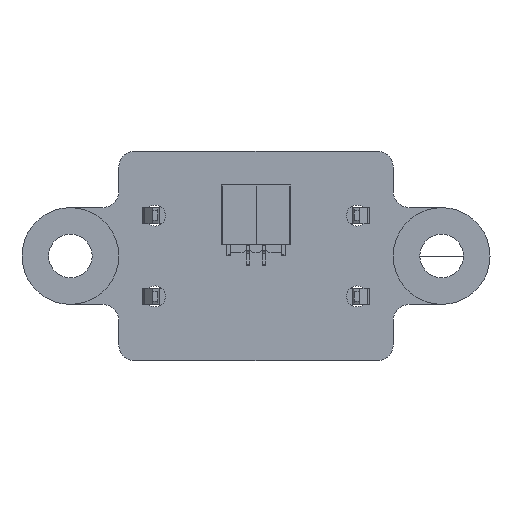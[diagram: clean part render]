
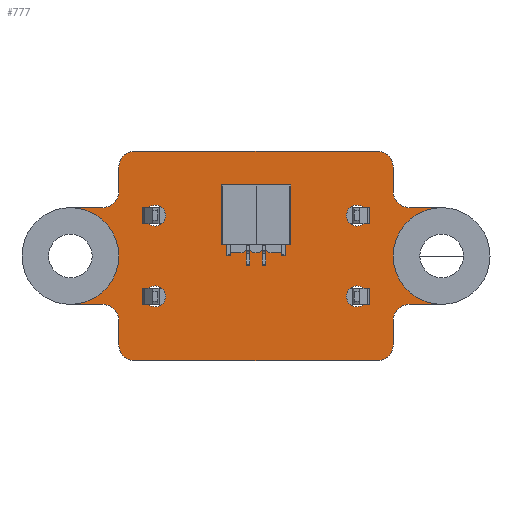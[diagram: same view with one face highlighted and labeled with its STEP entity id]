
A CAD part, front view. The second image highlights one B-rep face of the part: STEP entity #777.
In plain terms, the highlighted planar face has unit normal (0, -1, 0).
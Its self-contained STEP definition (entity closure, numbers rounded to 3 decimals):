
#2=CARTESIAN_POINT('',(-6.25,0.,-2.5));
#3=DIRECTION('',(0.,1.,0.));
#4=DIRECTION('',(1.,0.,0.));
#5=AXIS2_PLACEMENT_3D('',#2,#3,#4);
#7=CARTESIAN_POINT('',(-6.25,0.,-2.5));
#8=DIRECTION('',(0.,1.,0.));
#9=DIRECTION('',(-1.,0.,0.));
#10=AXIS2_PLACEMENT_3D('',#7,#8,#9);
#12=CARTESIAN_POINT('',(-6.25,0.,2.5));
#13=DIRECTION('',(0.,1.,0.));
#14=DIRECTION('',(1.,0.,0.));
#15=AXIS2_PLACEMENT_3D('',#12,#13,#14);
#17=CARTESIAN_POINT('',(-6.25,0.,2.5));
#18=DIRECTION('',(0.,1.,0.));
#19=DIRECTION('',(-1.,0.,0.));
#20=AXIS2_PLACEMENT_3D('',#17,#18,#19);
#22=CARTESIAN_POINT('',(6.25,0.,-2.5));
#23=DIRECTION('',(0.,1.,0.));
#24=DIRECTION('',(1.,0.,0.));
#25=AXIS2_PLACEMENT_3D('',#22,#23,#24);
#27=CARTESIAN_POINT('',(6.25,0.,-2.5));
#28=DIRECTION('',(0.,1.,0.));
#29=DIRECTION('',(-1.,0.,0.));
#30=AXIS2_PLACEMENT_3D('',#27,#28,#29);
#32=CARTESIAN_POINT('',(6.25,0.,2.5));
#33=DIRECTION('',(0.,1.,0.));
#34=DIRECTION('',(1.,0.,0.));
#35=AXIS2_PLACEMENT_3D('',#32,#33,#34);
#37=CARTESIAN_POINT('',(6.25,0.,2.5));
#38=DIRECTION('',(0.,1.,0.));
#39=DIRECTION('',(-1.,0.,0.));
#40=AXIS2_PLACEMENT_3D('',#37,#38,#39);
#42=CARTESIAN_POINT('',(-7.5,0.,-5.5));
#43=DIRECTION('',(0.,-1.,0.));
#44=DIRECTION('',(-1.,0.,0.));
#45=AXIS2_PLACEMENT_3D('',#42,#43,#44);
#47=DIRECTION('',(1.,0.,0.));
#48=VECTOR('',#47,2.);
#49=CARTESIAN_POINT('',(-11.5,0.,-3.));
#50=LINE('',#49,#48);
#51=CARTESIAN_POINT('',(-11.5,0.,0.));
#52=DIRECTION('',(0.,1.,0.));
#53=DIRECTION('',(1.,0.,0.));
#54=AXIS2_PLACEMENT_3D('',#51,#52,#53);
#56=CARTESIAN_POINT('',(-11.5,0.,0.));
#57=DIRECTION('',(0.,1.,0.));
#58=DIRECTION('',(0.,0.,1.));
#59=AXIS2_PLACEMENT_3D('',#56,#57,#58);
#61=DIRECTION('',(-1.,0.,0.));
#62=VECTOR('',#61,2.);
#63=CARTESIAN_POINT('',(-9.5,0.,3.));
#64=LINE('',#63,#62);
#65=CARTESIAN_POINT('',(-7.5,0.,5.5));
#66=DIRECTION('',(0.,-1.,0.));
#67=DIRECTION('',(0.,0.,1.));
#68=AXIS2_PLACEMENT_3D('',#65,#66,#67);
#70=CARTESIAN_POINT('',(7.5,0.,5.5));
#71=DIRECTION('',(0.,-1.,0.));
#72=DIRECTION('',(1.,0.,0.));
#73=AXIS2_PLACEMENT_3D('',#70,#71,#72);
#75=DIRECTION('',(-1.,0.,0.));
#76=VECTOR('',#75,2.);
#77=CARTESIAN_POINT('',(11.5,0.,3.));
#78=LINE('',#77,#76);
#79=CARTESIAN_POINT('',(11.5,0.,0.));
#80=DIRECTION('',(0.,1.,0.));
#81=DIRECTION('',(-1.,0.,0.));
#82=AXIS2_PLACEMENT_3D('',#79,#80,#81);
#84=CARTESIAN_POINT('',(11.5,0.,0.));
#85=DIRECTION('',(0.,1.,0.));
#86=DIRECTION('',(0.,0.,-1.));
#87=AXIS2_PLACEMENT_3D('',#84,#85,#86);
#89=DIRECTION('',(1.,0.,0.));
#90=VECTOR('',#89,2.);
#91=CARTESIAN_POINT('',(9.5,0.,-3.));
#92=LINE('',#91,#90);
#93=CARTESIAN_POINT('',(7.5,0.,-5.5));
#94=DIRECTION('',(0.,-1.,0.));
#95=DIRECTION('',(0.,0.,-1.));
#96=AXIS2_PLACEMENT_3D('',#93,#94,#95);
#238=DIRECTION('',(0.,0.,-1.));
#239=VECTOR('',#238,1.5);
#240=CARTESIAN_POINT('',(-8.5,0.,-4.));
#241=LINE('',#240,#239);
#247=CARTESIAN_POINT('',(-9.5,0.,-4.));
#248=DIRECTION('',(0.,1.,0.));
#249=DIRECTION('',(0.,0.,1.));
#250=AXIS2_PLACEMENT_3D('',#247,#248,#249);
#421=CARTESIAN_POINT('',(9.5,0.,4.));
#422=DIRECTION('',(0.,1.,0.));
#423=DIRECTION('',(0.,0.,-1.));
#424=AXIS2_PLACEMENT_3D('',#421,#422,#423);
#438=DIRECTION('',(0.,0.,1.));
#439=VECTOR('',#438,1.5);
#440=CARTESIAN_POINT('',(8.5,0.,4.));
#441=LINE('',#440,#439);
#454=DIRECTION('',(-1.,0.,0.));
#455=VECTOR('',#454,15.);
#456=CARTESIAN_POINT('',(7.5,0.,6.5));
#457=LINE('',#456,#455);
#462=DIRECTION('',(0.,0.,-1.));
#463=VECTOR('',#462,1.5);
#464=CARTESIAN_POINT('',(-8.5,0.,5.5));
#465=LINE('',#464,#463);
#479=CARTESIAN_POINT('',(-9.5,0.,4.));
#480=DIRECTION('',(0.,1.,0.));
#481=DIRECTION('',(1.,0.,0.));
#482=AXIS2_PLACEMENT_3D('',#479,#480,#481);
#497=CARTESIAN_POINT('',(9.5,0.,-4.));
#498=DIRECTION('',(0.,1.,0.));
#499=DIRECTION('',(-1.,0.,0.));
#500=AXIS2_PLACEMENT_3D('',#497,#498,#499);
#506=DIRECTION('',(0.,0.,1.));
#507=VECTOR('',#506,1.5);
#508=CARTESIAN_POINT('',(8.5,0.,-5.5));
#509=LINE('',#508,#507);
#522=DIRECTION('',(1.,0.,0.));
#523=VECTOR('',#522,15.);
#524=CARTESIAN_POINT('',(-7.5,0.,-6.5));
#525=LINE('',#524,#523);
#574=CARTESIAN_POINT('',(-8.5,0.,0.));
#575=VERTEX_POINT('',#574);
#578=CARTESIAN_POINT('',(8.5,0.,0.));
#579=VERTEX_POINT('',#578);
#583=CARTESIAN_POINT('',(-11.5,0.,3.));
#585=VERTEX_POINT('',#583);
#586=CARTESIAN_POINT('',(11.5,0.,3.));
#588=VERTEX_POINT('',#586);
#598=CARTESIAN_POINT('',(-11.5,0.,-3.));
#599=VERTEX_POINT('',#598);
#600=CARTESIAN_POINT('',(11.5,0.,-3.));
#601=VERTEX_POINT('',#600);
#606=CARTESIAN_POINT('',(-5.6,0.,-2.5));
#607=CARTESIAN_POINT('',(-6.9,0.,-2.5));
#608=VERTEX_POINT('',#606);
#609=VERTEX_POINT('',#607);
#610=CARTESIAN_POINT('',(-5.6,0.,2.5));
#611=CARTESIAN_POINT('',(-6.9,0.,2.5));
#612=VERTEX_POINT('',#610);
#613=VERTEX_POINT('',#611);
#614=CARTESIAN_POINT('',(6.9,0.,-2.5));
#615=CARTESIAN_POINT('',(5.6,0.,-2.5));
#616=VERTEX_POINT('',#614);
#617=VERTEX_POINT('',#615);
#618=CARTESIAN_POINT('',(6.9,0.,2.5));
#619=CARTESIAN_POINT('',(5.6,0.,2.5));
#620=VERTEX_POINT('',#618);
#621=VERTEX_POINT('',#619);
#639=CARTESIAN_POINT('',(-8.5,0.,-4.));
#641=VERTEX_POINT('',#639);
#643=CARTESIAN_POINT('',(-9.5,0.,-3.));
#645=VERTEX_POINT('',#643);
#647=CARTESIAN_POINT('',(-9.5,0.,3.));
#649=VERTEX_POINT('',#647);
#651=CARTESIAN_POINT('',(-8.5,0.,4.));
#653=VERTEX_POINT('',#651);
#655=CARTESIAN_POINT('',(8.5,0.,4.));
#657=VERTEX_POINT('',#655);
#659=CARTESIAN_POINT('',(9.5,0.,3.));
#661=VERTEX_POINT('',#659);
#663=CARTESIAN_POINT('',(9.5,0.,-3.));
#665=VERTEX_POINT('',#663);
#667=CARTESIAN_POINT('',(8.5,0.,-4.));
#669=VERTEX_POINT('',#667);
#674=CARTESIAN_POINT('',(-8.5,0.,-5.5));
#675=VERTEX_POINT('',#674);
#676=CARTESIAN_POINT('',(-7.5,0.,-6.5));
#677=VERTEX_POINT('',#676);
#678=CARTESIAN_POINT('',(7.5,0.,-6.5));
#679=CARTESIAN_POINT('',(8.5,0.,-5.5));
#680=VERTEX_POINT('',#678);
#681=VERTEX_POINT('',#679);
#686=CARTESIAN_POINT('',(-7.5,0.,6.5));
#687=CARTESIAN_POINT('',(-8.5,0.,5.5));
#688=VERTEX_POINT('',#686);
#689=VERTEX_POINT('',#687);
#698=CARTESIAN_POINT('',(8.5,0.,5.5));
#699=VERTEX_POINT('',#698);
#700=CARTESIAN_POINT('',(7.5,0.,6.5));
#701=VERTEX_POINT('',#700);
#702=CARTESIAN_POINT('',(0.,0.,0.));
#703=DIRECTION('',(0.,1.,0.));
#704=DIRECTION('',(1.,0.,0.));
#705=AXIS2_PLACEMENT_3D('',#702,#703,#704);
#706=PLANE('',#705);
#708=ORIENTED_EDGE('',*,*,#707,.F.);
#710=ORIENTED_EDGE('',*,*,#709,.F.);
#712=ORIENTED_EDGE('',*,*,#711,.F.);
#714=ORIENTED_EDGE('',*,*,#713,.F.);
#716=ORIENTED_EDGE('',*,*,#715,.F.);
#718=ORIENTED_EDGE('',*,*,#717,.F.);
#720=ORIENTED_EDGE('',*,*,#719,.F.);
#722=ORIENTED_EDGE('',*,*,#721,.F.);
#724=ORIENTED_EDGE('',*,*,#723,.F.);
#726=ORIENTED_EDGE('',*,*,#725,.F.);
#728=ORIENTED_EDGE('',*,*,#727,.F.);
#730=ORIENTED_EDGE('',*,*,#729,.F.);
#732=ORIENTED_EDGE('',*,*,#731,.F.);
#734=ORIENTED_EDGE('',*,*,#733,.F.);
#736=ORIENTED_EDGE('',*,*,#735,.F.);
#738=ORIENTED_EDGE('',*,*,#737,.F.);
#740=ORIENTED_EDGE('',*,*,#739,.F.);
#742=ORIENTED_EDGE('',*,*,#741,.F.);
#744=ORIENTED_EDGE('',*,*,#743,.F.);
#746=ORIENTED_EDGE('',*,*,#745,.F.);
#748=ORIENTED_EDGE('',*,*,#747,.F.);
#750=ORIENTED_EDGE('',*,*,#749,.F.);
#751=EDGE_LOOP('',(#708,#710,#712,#714,#716,#718,#720,#722,#724,#726,#728,#730,
#732,#734,#736,#738,#740,#742,#744,#746,#748,#750));
#752=FACE_OUTER_BOUND('',#751,.F.);
#754=ORIENTED_EDGE('',*,*,#753,.F.);
#756=ORIENTED_EDGE('',*,*,#755,.F.);
#757=EDGE_LOOP('',(#754,#756));
#758=FACE_BOUND('',#757,.F.);
#760=ORIENTED_EDGE('',*,*,#759,.F.);
#762=ORIENTED_EDGE('',*,*,#761,.F.);
#763=EDGE_LOOP('',(#760,#762));
#764=FACE_BOUND('',#763,.F.);
#766=ORIENTED_EDGE('',*,*,#765,.F.);
#768=ORIENTED_EDGE('',*,*,#767,.F.);
#769=EDGE_LOOP('',(#766,#768));
#770=FACE_BOUND('',#769,.F.);
#772=ORIENTED_EDGE('',*,*,#771,.F.);
#774=ORIENTED_EDGE('',*,*,#773,.F.);
#775=EDGE_LOOP('',(#772,#774));
#776=FACE_BOUND('',#775,.F.);
#777=ADVANCED_FACE('',(#752,#758,#764,#770,#776),#706,.F.);
#6=CIRCLE('',#5,0.65);
#11=CIRCLE('',#10,0.65);
#16=CIRCLE('',#15,0.65);
#21=CIRCLE('',#20,0.65);
#26=CIRCLE('',#25,0.65);
#31=CIRCLE('',#30,0.65);
#36=CIRCLE('',#35,0.65);
#41=CIRCLE('',#40,0.65);
#46=CIRCLE('',#45,1.);
#55=CIRCLE('',#54,3.);
#60=CIRCLE('',#59,3.);
#69=CIRCLE('',#68,1.);
#74=CIRCLE('',#73,1.);
#83=CIRCLE('',#82,3.);
#88=CIRCLE('',#87,3.);
#97=CIRCLE('',#96,1.);
#251=CIRCLE('',#250,1.);
#425=CIRCLE('',#424,1.);
#483=CIRCLE('',#482,1.);
#501=CIRCLE('',#500,1.);
#707=EDGE_CURVE('',#675,#677,#46,.T.);
#709=EDGE_CURVE('',#641,#675,#241,.T.);
#711=EDGE_CURVE('',#645,#641,#251,.T.);
#713=EDGE_CURVE('',#599,#645,#50,.T.);
#715=EDGE_CURVE('',#575,#599,#55,.T.);
#717=EDGE_CURVE('',#585,#575,#60,.T.);
#719=EDGE_CURVE('',#649,#585,#64,.T.);
#721=EDGE_CURVE('',#653,#649,#483,.T.);
#723=EDGE_CURVE('',#689,#653,#465,.T.);
#725=EDGE_CURVE('',#688,#689,#69,.T.);
#727=EDGE_CURVE('',#701,#688,#457,.T.);
#729=EDGE_CURVE('',#699,#701,#74,.T.);
#731=EDGE_CURVE('',#657,#699,#441,.T.);
#733=EDGE_CURVE('',#661,#657,#425,.T.);
#735=EDGE_CURVE('',#588,#661,#78,.T.);
#737=EDGE_CURVE('',#579,#588,#83,.T.);
#739=EDGE_CURVE('',#601,#579,#88,.T.);
#741=EDGE_CURVE('',#665,#601,#92,.T.);
#743=EDGE_CURVE('',#669,#665,#501,.T.);
#745=EDGE_CURVE('',#681,#669,#509,.T.);
#747=EDGE_CURVE('',#680,#681,#97,.T.);
#749=EDGE_CURVE('',#677,#680,#525,.T.);
#753=EDGE_CURVE('',#612,#613,#16,.T.);
#755=EDGE_CURVE('',#613,#612,#21,.T.);
#759=EDGE_CURVE('',#616,#617,#26,.T.);
#761=EDGE_CURVE('',#617,#616,#31,.T.);
#765=EDGE_CURVE('',#620,#621,#36,.T.);
#767=EDGE_CURVE('',#621,#620,#41,.T.);
#771=EDGE_CURVE('',#608,#609,#6,.T.);
#773=EDGE_CURVE('',#609,#608,#11,.T.);
